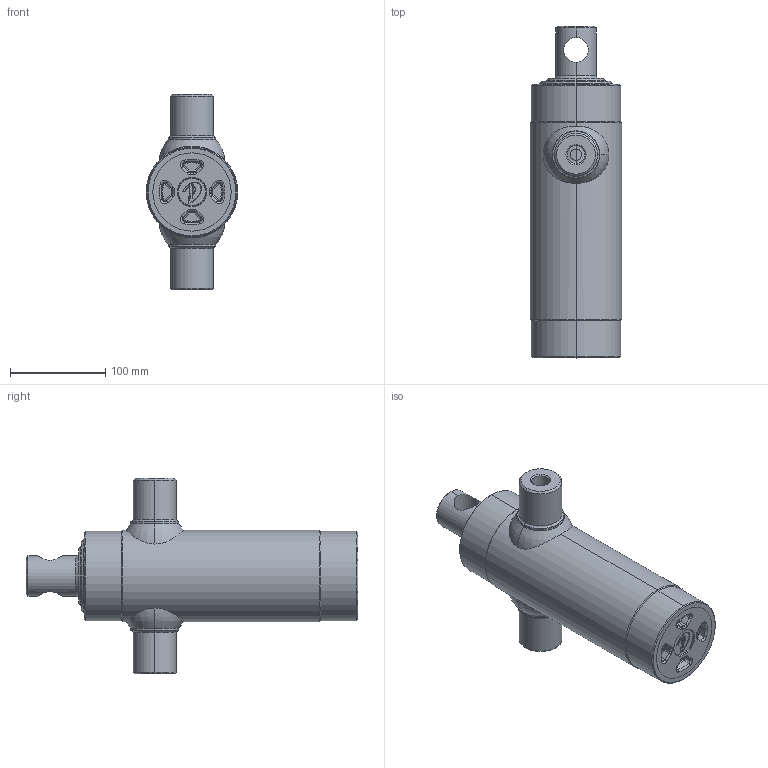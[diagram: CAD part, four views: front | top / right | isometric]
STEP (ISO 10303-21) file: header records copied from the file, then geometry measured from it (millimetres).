
FILE_DESCRIPTION (( 'STEP AP203' ), '1' );
FILE_NAME ('305.BGH.STEP', '2014-10-06T08:40:05', ( '' ), ( '' ), 'SwSTEP 2.0', 'SolidWorks 2013', '' );
FILE_SCHEMA (( 'CONFIG_CONTROL_DESIGN' ));
Length unit declared in the file: millimetre
Products named in the file (1): 305.BGH
Bounding box: 96 x 348 x 205 mm (x, y, z)
Surface area: 269411.1 mm2 (no closed solid volume)
Topology: 0 solids, 13 shells, 243 faces, 629 edges, 389 vertices
Faces by surface type: torus 74, cylinder 68, cone 62, plane 29, bspline 10
Entity records: 9157 total; most frequent: CARTESIAN_POINT 3137, DIRECTION 1397, ORIENTED_EDGE 1112, EDGE_CURVE 629, AXIS2_PLACEMENT_3D 601, VERTEX_POINT 389, CIRCLE 367, EDGE_LOOP 255
